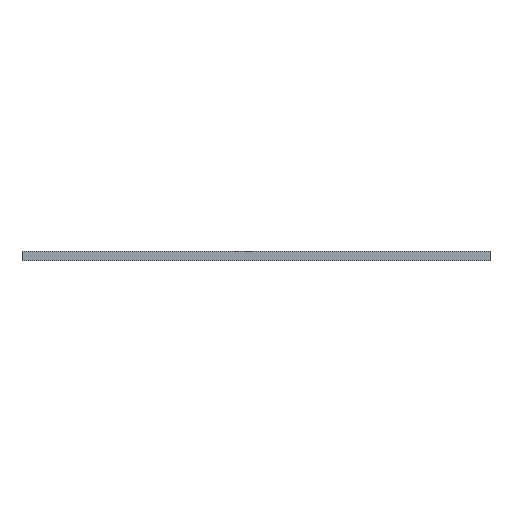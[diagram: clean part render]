
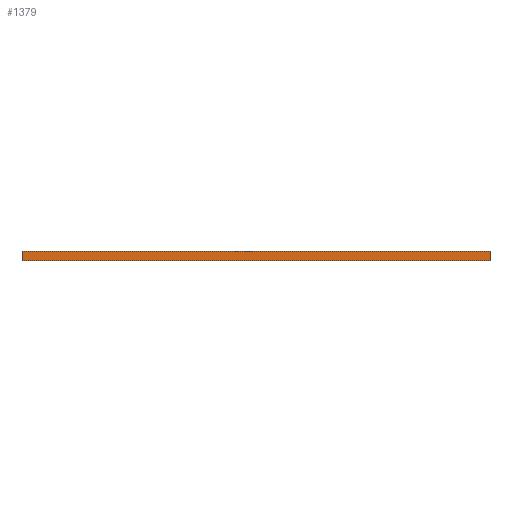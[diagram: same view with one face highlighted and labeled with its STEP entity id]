
A CAD part, front view. The second image highlights one B-rep face of the part: STEP entity #1379.
In plain terms, the highlighted planar face has unit normal (0, -1, 0).
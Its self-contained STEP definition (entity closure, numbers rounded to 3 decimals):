
#29=PLANE('',#1478);
#104=FACE_OUTER_BOUND('',#180,.T.);
#180=EDGE_LOOP('',(#1186,#1187,#1188,#1189));
#398=LINE('',#5695,#468);
#399=LINE('',#5697,#469);
#400=LINE('',#5699,#470);
#401=LINE('',#5700,#471);
#468=VECTOR('',#1702,10.);
#469=VECTOR('',#1703,10.);
#470=VECTOR('',#1704,10.);
#471=VECTOR('',#1705,10.);
#608=VERTEX_POINT('',#5693);
#609=VERTEX_POINT('',#5694);
#610=VERTEX_POINT('',#5696);
#611=VERTEX_POINT('',#5698);
#810=EDGE_CURVE('',#608,#609,#398,.T.);
#811=EDGE_CURVE('',#608,#610,#399,.T.);
#812=EDGE_CURVE('',#611,#610,#400,.T.);
#813=EDGE_CURVE('',#609,#611,#401,.T.);
#1186=ORIENTED_EDGE('',*,*,#810,.F.);
#1187=ORIENTED_EDGE('',*,*,#811,.T.);
#1188=ORIENTED_EDGE('',*,*,#812,.F.);
#1189=ORIENTED_EDGE('',*,*,#813,.F.);
#1379=ADVANCED_FACE('',(#104),#29,.T.);
#1478=AXIS2_PLACEMENT_3D('',#5692,#1700,#1701);
#1700=DIRECTION('center_axis',(0.,-1.,0.));
#1701=DIRECTION('ref_axis',(1.,0.,0.));
#1702=DIRECTION('',(-1.,0.,0.));
#1703=DIRECTION('',(0.,0.,1.));
#1704=DIRECTION('',(1.,0.,0.));
#1705=DIRECTION('',(0.,0.,1.));
#5692=CARTESIAN_POINT('Origin',(50.,-25.,0.));
#5693=CARTESIAN_POINT('',(304.,-25.,0.));
#5694=CARTESIAN_POINT('',(0.,-25.,0.));
#5695=CARTESIAN_POINT('',(177.,-25.,0.));
#5696=CARTESIAN_POINT('',(304.,-25.,6.35));
#5697=CARTESIAN_POINT('',(304.,-25.,0.));
#5698=CARTESIAN_POINT('',(0.,-25.,6.35));
#5699=CARTESIAN_POINT('',(50.,-25.,6.35));
#5700=CARTESIAN_POINT('',(0.,-25.,0.));
